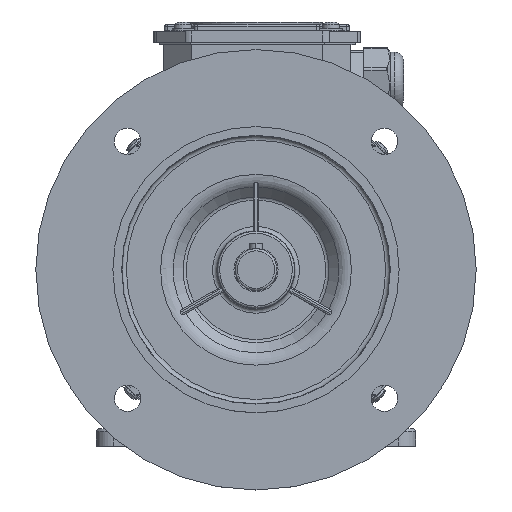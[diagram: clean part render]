
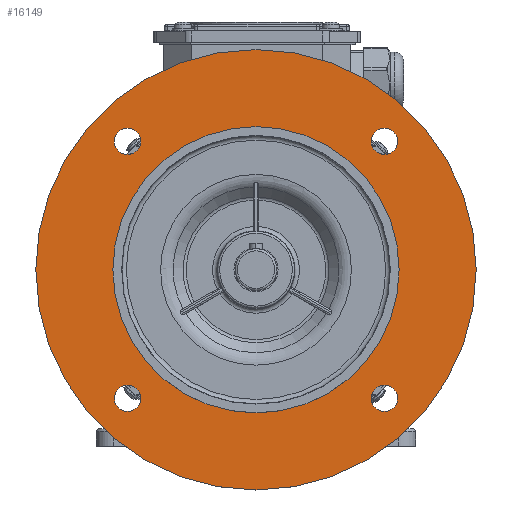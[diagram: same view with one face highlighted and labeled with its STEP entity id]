
A CAD part, top view. The second image highlights one B-rep face of the part: STEP entity #16149.
In plain terms, the highlighted planar face has unit normal (0, 0, 1).
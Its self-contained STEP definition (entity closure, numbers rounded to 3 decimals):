
#13127=FACE_BOUND('',#23977,.T.);
#13128=FACE_BOUND('',#23978,.T.);
#13129=FACE_BOUND('',#23979,.T.);
#13130=FACE_BOUND('',#23980,.T.);
#13131=FACE_BOUND('',#23981,.T.);
#13132=FACE_BOUND('',#23982,.T.);
#16149=ADVANCED_FACE('',(#13127,#13128,#13129,#13130,#13131,#13132),#17723,
 .F.);
#17723=PLANE('',#60777);
#23977=EDGE_LOOP('',(#40045));
#23978=EDGE_LOOP('',(#40046));
#23979=EDGE_LOOP('',(#40047));
#23980=EDGE_LOOP('',(#40048));
#23981=EDGE_LOOP('',(#40049));
#23982=EDGE_LOOP('',(#40050));
#40045=ORIENTED_EDGE('',*,*,#52918,.T.);
#40046=ORIENTED_EDGE('',*,*,#53046,.T.);
#40047=ORIENTED_EDGE('',*,*,#53026,.T.);
#40048=ORIENTED_EDGE('',*,*,#53154,.T.);
#40049=ORIENTED_EDGE('',*,*,#53831,.F.);
#40050=ORIENTED_EDGE('',*,*,#53832,.F.);
#45126=VERTEX_POINT('',#111740);
#45206=VERTEX_POINT('',#112251);
#45224=VERTEX_POINT('',#112298);
#45294=VERTEX_POINT('',#112769);
#45716=VERTEX_POINT('',#118956);
#45717=VERTEX_POINT('',#118959);
#52918=EDGE_CURVE('',#45126,#45126,#55689,.T.);
#53026=EDGE_CURVE('',#45206,#45206,#55720,.T.);
#53046=EDGE_CURVE('',#45224,#45224,#55724,.T.);
#53154=EDGE_CURVE('',#45294,#45294,#55752,.T.);
#53831=EDGE_CURVE('',#45716,#45716,#55984,.T.);
#53832=EDGE_CURVE('',#45717,#45717,#55985,.T.);
#55689=CIRCLE('',#60242,6.);
#55720=CIRCLE('',#60311,6.);
#55724=CIRCLE('',#60321,6.);
#55752=CIRCLE('',#60390,6.);
#55984=CIRCLE('',#60774,65.);
#55985=CIRCLE('',#60776,100.);
#60242=AXIS2_PLACEMENT_3D('',#111739,#73216,#73217);
#60311=AXIS2_PLACEMENT_3D('',#112250,#73392,#73393);
#60321=AXIS2_PLACEMENT_3D('',#112297,#73427,#73428);
#60390=AXIS2_PLACEMENT_3D('',#112768,#73608,#73609);
#60774=AXIS2_PLACEMENT_3D('',#118955,#74483,#74484);
#60776=AXIS2_PLACEMENT_3D('',#118958,#74487,#74488);
#60777=AXIS2_PLACEMENT_3D('',#118960,#74489,#74490);
#73216=DIRECTION('',(0.,0.,-1.));
#73217=DIRECTION('',(0.463,-0.886,0.));
#73392=DIRECTION('',(0.,0.,-1.));
#73393=DIRECTION('',(-0.463,0.886,0.));
#73427=DIRECTION('',(0.,0.,-1.));
#73428=DIRECTION('',(-0.956,-0.294,0.));
#73608=DIRECTION('',(0.,0.,-1.));
#73609=DIRECTION('',(0.956,0.294,0.));
#74483=DIRECTION('',(0.,0.,1.));
#74484=DIRECTION('',(0.,-1.,0.));
#74487=DIRECTION('',(0.,0.,-1.));
#74488=DIRECTION('',(0.,-1.,0.));
#74489=DIRECTION('',(0.,0.,-1.));
#74490=DIRECTION('',(1.,0.,0.));
#111739=CARTESIAN_POINT('',(-58.336,58.336,-40.));
#111740=CARTESIAN_POINT('',(-55.557,53.019,-40.));
#112250=CARTESIAN_POINT('',(58.336,-58.336,-40.));
#112251=CARTESIAN_POINT('',(55.557,-53.019,-40.));
#112297=CARTESIAN_POINT('',(58.336,58.336,-40.));
#112298=CARTESIAN_POINT('',(52.602,56.571,-40.));
#112768=CARTESIAN_POINT('',(-58.336,-58.336,-40.));
#112769=CARTESIAN_POINT('',(-52.602,-56.571,-40.));
#118955=CARTESIAN_POINT('',(0.,0.,
-40.));
#118956=CARTESIAN_POINT('',(0.,-65.,-40.));
#118958=CARTESIAN_POINT('',(0.,0.,
-40.));
#118959=CARTESIAN_POINT('',(0.,-100.,-40.));
#118960=CARTESIAN_POINT('',(-108.872,110.,-40.));
